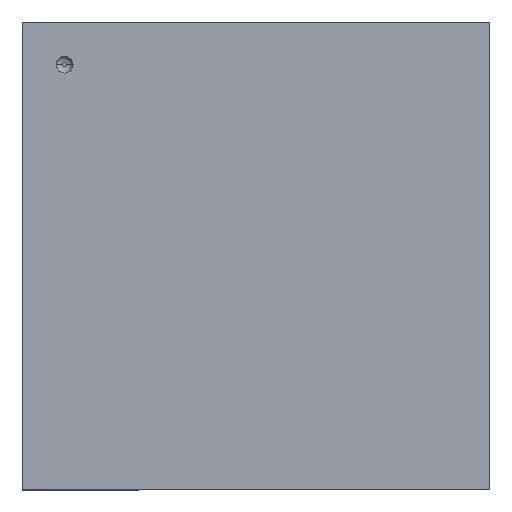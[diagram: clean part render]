
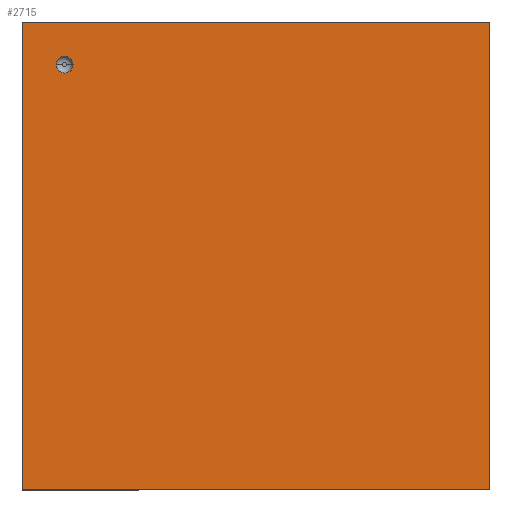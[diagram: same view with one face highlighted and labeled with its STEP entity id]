
A CAD part, top view. The second image highlights one B-rep face of the part: STEP entity #2715.
In plain terms, the highlighted planar face has unit normal (0, 0, 1).
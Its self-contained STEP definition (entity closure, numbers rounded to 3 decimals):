
#34 = DIRECTION ( 'NONE',  ( 1., 0., 0. ) ) ;
#920 = VECTOR ( 'NONE', #9325, 1000. ) ;
#1071 = CIRCLE ( 'NONE', #16236, 0.2 ) ;
#1105 = LINE ( 'NONE', #2471, #7023 ) ;
#1524 = ORIENTED_EDGE ( 'NONE', *, *, #3317, .T. ) ;
#1575 = LINE ( 'NONE', #8990, #11777 ) ;
#1654 = FACE_OUTER_BOUND ( 'NONE', #14318, .T. ) ;
#2471 = CARTESIAN_POINT ( 'NONE',  ( 5.5, 5.5, 1.395 ) ) ;
#2555 = DIRECTION ( 'NONE',  ( -1., 0., 0. ) ) ;
#2620 = CARTESIAN_POINT ( 'NONE',  ( -4.5, 4.5, 1.395 ) ) ;
#2715 = ADVANCED_FACE ( 'NONE', ( #9252, #1654 ), #13410, .F. ) ;
#2912 = DIRECTION ( 'NONE',  ( 0., -1., 0. ) ) ;
#3273 = EDGE_CURVE ( 'NONE', #5805, #4010, #1071, .T. ) ;
#3297 = CIRCLE ( 'NONE', #5470, 0.2 ) ;
#3317 = EDGE_CURVE ( 'NONE', #12354, #12501, #7130, .T. ) ;
#3608 = EDGE_LOOP ( 'NONE', ( #7837, #7097 ) ) ;
#3831 = LINE ( 'NONE', #12917, #920 ) ;
#4010 = VERTEX_POINT ( 'NONE', #11203 ) ;
#4385 = DIRECTION ( 'NONE',  ( 0., 0., -1. ) ) ;
#4509 = VERTEX_POINT ( 'NONE', #9660 ) ;
#4581 = DIRECTION ( 'NONE',  ( 1., 0., 0. ) ) ;
#5354 = CARTESIAN_POINT ( 'NONE',  ( 0., 0., 1.395 ) ) ;
#5403 = ORIENTED_EDGE ( 'NONE', *, *, #5461, .T. ) ;
#5414 = EDGE_CURVE ( 'NONE', #12501, #8371, #3831, .T. ) ;
#5461 = EDGE_CURVE ( 'NONE', #4509, #12354, #1575, .T. ) ;
#5470 = AXIS2_PLACEMENT_3D ( 'NONE', #10468, #12934, #34 ) ;
#5805 = VERTEX_POINT ( 'NONE', #11811 ) ;
#6871 = DIRECTION ( 'NONE',  ( -1., 0., 0. ) ) ;
#7023 = VECTOR ( 'NONE', #2555, 1000. ) ;
#7097 = ORIENTED_EDGE ( 'NONE', *, *, #3273, .F. ) ;
#7130 = LINE ( 'NONE', #13850, #13237 ) ;
#7225 = EDGE_CURVE ( 'NONE', #8371, #4509, #1105, .T. ) ;
#7749 = DIRECTION ( 'NONE',  ( 0., 0., 1. ) ) ;
#7837 = ORIENTED_EDGE ( 'NONE', *, *, #14025, .F. ) ;
#8241 = AXIS2_PLACEMENT_3D ( 'NONE', #5354, #4385, #6871 ) ;
#8371 = VERTEX_POINT ( 'NONE', #10994 ) ;
#8990 = CARTESIAN_POINT ( 'NONE',  ( -5.5, 5.5, 1.395 ) ) ;
#9252 = FACE_BOUND ( 'NONE', #3608, .T. ) ;
#9325 = DIRECTION ( 'NONE',  ( 0., 1., 0. ) ) ;
#9660 = CARTESIAN_POINT ( 'NONE',  ( -5.5, 5.5, 1.395 ) ) ;
#9837 = ORIENTED_EDGE ( 'NONE', *, *, #7225, .T. ) ;
#10468 = CARTESIAN_POINT ( 'NONE',  ( -4.5, 4.5, 1.395 ) ) ;
#10547 = CARTESIAN_POINT ( 'NONE',  ( 5.5, -5.5, 1.395 ) ) ;
#10994 = CARTESIAN_POINT ( 'NONE',  ( 5.5, 5.5, 1.395 ) ) ;
#11203 = CARTESIAN_POINT ( 'NONE',  ( -4.3, 4.5, 1.395 ) ) ;
#11777 = VECTOR ( 'NONE', #2912, 1000. ) ;
#11811 = CARTESIAN_POINT ( 'NONE',  ( -4.7, 4.5, 1.395 ) ) ;
#12354 = VERTEX_POINT ( 'NONE', #16184 ) ;
#12501 = VERTEX_POINT ( 'NONE', #10547 ) ;
#12917 = CARTESIAN_POINT ( 'NONE',  ( 5.5, 5.5, 1.395 ) ) ;
#12934 = DIRECTION ( 'NONE',  ( 0., 0., 1. ) ) ;
#13237 = VECTOR ( 'NONE', #4581, 1000. ) ;
#13410 = PLANE ( 'NONE',  #8241 ) ;
#13850 = CARTESIAN_POINT ( 'NONE',  ( 5.5, -5.5, 1.395 ) ) ;
#14025 = EDGE_CURVE ( 'NONE', #4010, #5805, #3297, .T. ) ;
#14318 = EDGE_LOOP ( 'NONE', ( #5403, #1524, #14741, #9837 ) ) ;
#14407 = DIRECTION ( 'NONE',  ( 1., 0., 0. ) ) ;
#14741 = ORIENTED_EDGE ( 'NONE', *, *, #5414, .T. ) ;
#16184 = CARTESIAN_POINT ( 'NONE',  ( -5.5, -5.5, 1.395 ) ) ;
#16236 = AXIS2_PLACEMENT_3D ( 'NONE', #2620, #7749, #14407 ) ;
